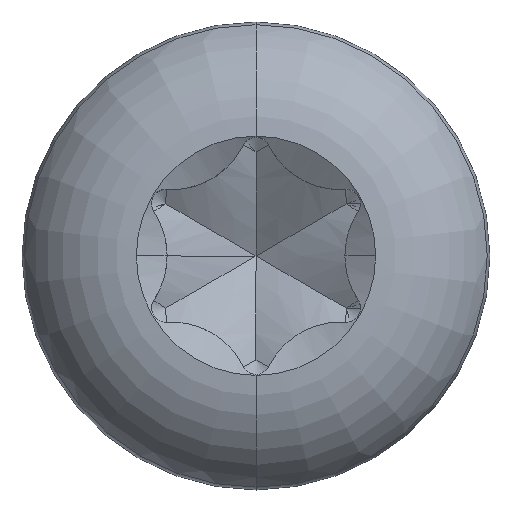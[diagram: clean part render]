
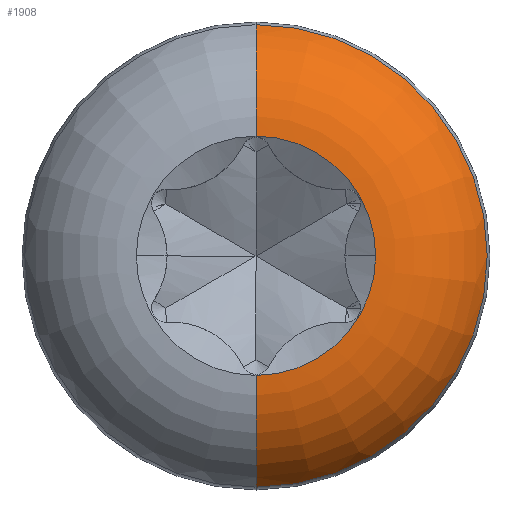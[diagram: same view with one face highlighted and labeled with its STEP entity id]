
A CAD part, top view. The second image highlights one B-rep face of the part: STEP entity #1908.
In plain terms, the highlighted toroidal (fillet/blend) face has major radius 1.41 mm and minor radius 1.469 mm.
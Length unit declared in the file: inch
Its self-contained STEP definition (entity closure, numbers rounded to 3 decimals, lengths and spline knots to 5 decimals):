
#123 = DIRECTION ( 'NONE',  ( -1., 0., 0. ) ) ;
#176 = AXIS2_PLACEMENT_3D ( 'NONE', #2230, #601, #2497 ) ;
#207 = ORIENTED_EDGE ( 'NONE', *, *, #1069, .T. ) ;
#260 = EDGE_CURVE ( 'NONE', #2726, #2507, #3079, .T. ) ;
#318 = CARTESIAN_POINT ( 'NONE',  ( 0., 0., 0.20967 ) ) ;
#325 = ORIENTED_EDGE ( 'NONE', *, *, #2844, .T. ) ;
#341 = TOROIDAL_SURFACE ( 'NONE', #2933, 0.0555, 0.05783 ) ;
#600 = ORIENTED_EDGE ( 'NONE', *, *, #260, .F. ) ;
#601 = DIRECTION ( 'NONE',  ( 0., 0., -1. ) ) ;
#638 = EDGE_LOOP ( 'NONE', ( #325, #2587, #207, #3236, #600 ) ) ;
#771 = EDGE_CURVE ( 'NONE', #1392, #1424, #2398, .T. ) ;
#791 = CARTESIAN_POINT ( 'NONE',  ( 0.056, 0., 0.2675 ) ) ;
#990 = DIRECTION ( 'NONE',  ( 0., 0., 1. ) ) ;
#1052 = DIRECTION ( 'NONE',  ( 0., 0., -1. ) ) ;
#1066 = CARTESIAN_POINT ( 'NONE',  ( 0., 0., 0.2675 ) ) ;
#1069 = EDGE_CURVE ( 'NONE', #1424, #3329, #1472, .T. ) ;
#1085 = CARTESIAN_POINT ( 'NONE',  ( 0., -0.056, 0.2675 ) ) ;
#1100 = DIRECTION ( 'NONE',  ( 0., 0., -1. ) ) ;
#1139 = CARTESIAN_POINT ( 'NONE',  ( 0., 0.10823, 0.23341 ) ) ;
#1222 = CARTESIAN_POINT ( 'NONE',  ( 0., -0.0555, 0.20967 ) ) ;
#1251 = AXIS2_PLACEMENT_3D ( 'NONE', #2328, #123, #990 ) ;
#1252 = DIRECTION ( 'NONE',  ( -1., 0., 0. ) ) ;
#1375 = DIRECTION ( 'NONE',  ( -1., 0., 0. ) ) ;
#1392 = VERTEX_POINT ( 'NONE', #791 ) ;
#1424 = VERTEX_POINT ( 'NONE', #1085 ) ;
#1472 = CIRCLE ( 'NONE', #2028, 0.05783 ) ;
#1499 = DIRECTION ( 'NONE',  ( 1., 0., 0. ) ) ;
#1581 = CIRCLE ( 'NONE', #2668, 0.056 ) ;
#1661 = AXIS2_PLACEMENT_3D ( 'NONE', #3160, #1778, #1252 ) ;
#1770 = DIRECTION ( 'NONE',  ( 0., 1., 0. ) ) ;
#1775 = CARTESIAN_POINT ( 'NONE',  ( 0., 0.056, 0.2675 ) ) ;
#1778 = DIRECTION ( 'NONE',  ( 0., 0., -1. ) ) ;
#1879 = CARTESIAN_POINT ( 'NONE',  ( 0., -0.10823, 0.23341 ) ) ;
#1908 = ADVANCED_FACE ( 'NONE', ( #3365 ), #341, .T. ) ;
#1930 = EDGE_CURVE ( 'NONE', #2507, #3329, #3206, .T. ) ;
#1945 = DIRECTION ( 'NONE',  ( 0., 1., 0. ) ) ;
#2028 = AXIS2_PLACEMENT_3D ( 'NONE', #1222, #1499, #1770 ) ;
#2230 = CARTESIAN_POINT ( 'NONE',  ( 0., 0., 0.23341 ) ) ;
#2328 = CARTESIAN_POINT ( 'NONE',  ( 0., 0.0555, 0.20967 ) ) ;
#2398 = CIRCLE ( 'NONE', #1661, 0.056 ) ;
#2497 = DIRECTION ( 'NONE',  ( 0., 1., 0. ) ) ;
#2507 = VERTEX_POINT ( 'NONE', #1139 ) ;
#2587 = ORIENTED_EDGE ( 'NONE', *, *, #771, .T. ) ;
#2668 = AXIS2_PLACEMENT_3D ( 'NONE', #1066, #1052, #1375 ) ;
#2726 = VERTEX_POINT ( 'NONE', #1775 ) ;
#2844 = EDGE_CURVE ( 'NONE', #2726, #1392, #1581, .T. ) ;
#2933 = AXIS2_PLACEMENT_3D ( 'NONE', #318, #1100, #1945 ) ;
#3079 = CIRCLE ( 'NONE', #1251, 0.05783 ) ;
#3160 = CARTESIAN_POINT ( 'NONE',  ( 0., 0., 0.2675 ) ) ;
#3206 = CIRCLE ( 'NONE', #176, 0.10823 ) ;
#3236 = ORIENTED_EDGE ( 'NONE', *, *, #1930, .F. ) ;
#3329 = VERTEX_POINT ( 'NONE', #1879 ) ;
#3365 = FACE_OUTER_BOUND ( 'NONE', #638, .T. ) ;
